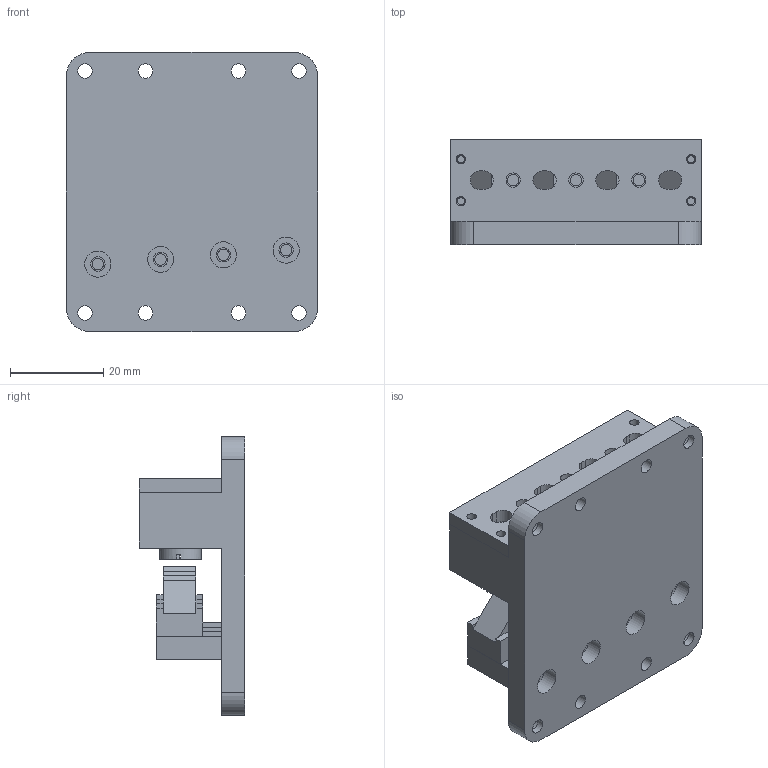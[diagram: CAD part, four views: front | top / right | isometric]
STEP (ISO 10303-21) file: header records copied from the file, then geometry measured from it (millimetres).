
FILE_DESCRIPTION(/* description */ (''),/* implementation_level */ '2;1');
FILE_NAME(/* name */ 'Knife Edge Step.stp',/* time_stamp */ '2019-02-14T13:08:10+01:00',/* author */ ('alexs'),/* organization */ (''),/* preprocessor_version */ 'ST-DEVELOPER v17',/* originating_system */ 'Autodesk Inventor 2019',/* authorisation */ '');
FILE_SCHEMA (('AUTOMOTIVE_DESIGN { 1 0 10303 214 3 1 1 }'));
Length unit declared in the file: millimetre
Products named in the file (7): Baugruppe1; 9mm Module; Mirror Mount Base; Prism Mirror mount; M9-Linse; 7mm Prism; 5,6mm Cover Plate
Assembly tree (18 placements, depth 2):
  Baugruppe1
    9mm Module
    Mirror Mount Base  x4
    Prism Mirror mount  x4
    M9-Linse  x4
    7mm Prism  x4
    5,6mm Cover Plate
Bounding box: 54 x 22.7 x 60 mm (x, y, z)
Volume: 32496.3 mm3; surface area: 22192.1 mm2
Topology: 18 solids, 18 shells, 277 faces, 739 edges, 525 vertices
Faces by surface type: plane 183, cylinder 94
Full cylindrical faces by diameter (mm): 1.567 x4, 2 x12, 2.459 x11, 2.621 x4, 3.1 x15, 5.6 x8, 6 x4, 7.5 x4, 8.459 x4, 9 x4, 9.01 x4
Entity records: 5670 total; most frequent: CARTESIAN_POINT 1039, DIRECTION 981, ORIENTED_EDGE 842, EDGE_CURVE 421, AXIS2_PLACEMENT_3D 392, VERTEX_POINT 306, EDGE_LOOP 245, CIRCLE 216
